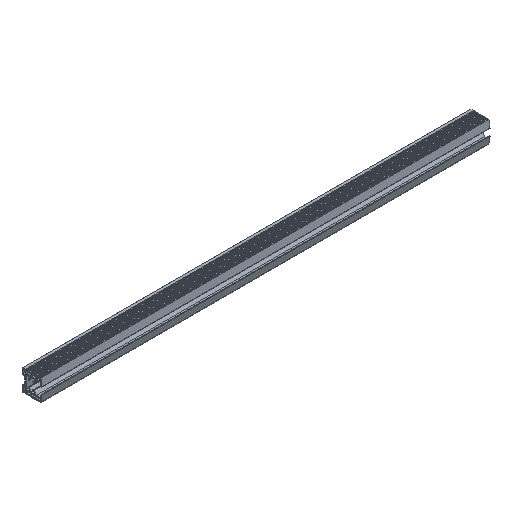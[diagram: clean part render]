
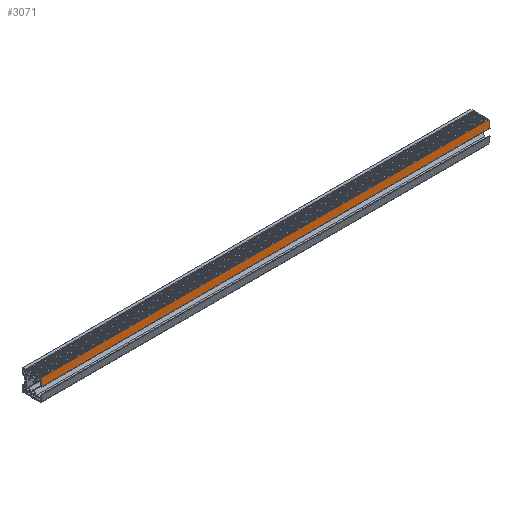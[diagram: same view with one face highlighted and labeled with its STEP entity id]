
A CAD part, isometric view. The second image highlights one B-rep face of the part: STEP entity #3071.
In plain terms, the highlighted planar face has unit normal (0, -0.989, 0.151).
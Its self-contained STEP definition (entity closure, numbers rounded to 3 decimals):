
#77 = DIRECTION ( 'NONE',  ( -1., 0., 0. ) ) ;
#111 = VECTOR ( 'NONE', #77, 1000. ) ;
#268 = ORIENTED_EDGE ( 'NONE', *, *, #2572, .F. ) ;
#392 = LINE ( 'NONE', #1119, #3610 ) ;
#527 = CARTESIAN_POINT ( 'NONE',  ( 250., -22.372, 3.415 ) ) ;
#1119 = CARTESIAN_POINT ( 'NONE',  ( -250., -22.372, 3.415 ) ) ;
#1697 = ORIENTED_EDGE ( 'NONE', *, *, #2684, .T. ) ;
#1721 = ORIENTED_EDGE ( 'NONE', *, *, #4005, .F. ) ;
#1753 = VECTOR ( 'NONE', #1849, 1000. ) ;
#1795 = VERTEX_POINT ( 'NONE', #3541 ) ;
#1849 = DIRECTION ( 'NONE',  ( 0., -0.151, -0.989 ) ) ;
#1854 = CARTESIAN_POINT ( 'NONE',  ( 250., -21.1, 11.75 ) ) ;
#1977 = LINE ( 'NONE', #3555, #4026 ) ;
#2010 = EDGE_CURVE ( 'NONE', #3313, #1795, #392, .T. ) ;
#2071 = LINE ( 'NONE', #2737, #111 ) ;
#2152 = VERTEX_POINT ( 'NONE', #1854 ) ;
#2266 = DIRECTION ( 'NONE',  ( -1., 0., 0. ) ) ;
#2347 = EDGE_LOOP ( 'NONE', ( #3319, #1721, #268, #1697 ) ) ;
#2572 = EDGE_CURVE ( 'NONE', #2152, #3414, #3138, .T. ) ;
#2614 = DIRECTION ( 'NONE',  ( 0., 0.989, -0.151 ) ) ;
#2684 = EDGE_CURVE ( 'NONE', #2152, #3313, #1977, .T. ) ;
#2737 = CARTESIAN_POINT ( 'NONE',  ( 250., -22.294, 3.925 ) ) ;
#2762 = DIRECTION ( 'NONE',  ( 0., -0.151, -0.989 ) ) ;
#2787 = CARTESIAN_POINT ( 'NONE',  ( -250., -21.1, 11.75 ) ) ;
#2892 = FACE_OUTER_BOUND ( 'NONE', #2347, .T. ) ;
#3071 = ADVANCED_FACE ( 'NONE', ( #2892 ), #3864, .F. ) ;
#3138 = LINE ( 'NONE', #527, #1753 ) ;
#3313 = VERTEX_POINT ( 'NONE', #2787 ) ;
#3319 = ORIENTED_EDGE ( 'NONE', *, *, #2010, .T. ) ;
#3414 = VERTEX_POINT ( 'NONE', #3520 ) ;
#3482 = AXIS2_PLACEMENT_3D ( 'NONE', #3904, #2614, #4180 ) ;
#3520 = CARTESIAN_POINT ( 'NONE',  ( 250., -22.294, 3.925 ) ) ;
#3541 = CARTESIAN_POINT ( 'NONE',  ( -250., -22.294, 3.925 ) ) ;
#3555 = CARTESIAN_POINT ( 'NONE',  ( 250., -21.1, 11.75 ) ) ;
#3610 = VECTOR ( 'NONE', #2762, 1000. ) ;
#3864 = PLANE ( 'NONE',  #3482 ) ;
#3904 = CARTESIAN_POINT ( 'NONE',  ( 250., -22.372, 3.415 ) ) ;
#4005 = EDGE_CURVE ( 'NONE', #3414, #1795, #2071, .T. ) ;
#4026 = VECTOR ( 'NONE', #2266, 1000. ) ;
#4180 = DIRECTION ( 'NONE',  ( 0., 0.151, 0.989 ) ) ;
